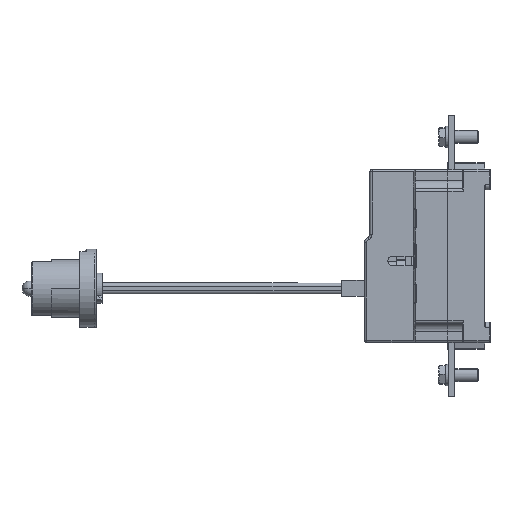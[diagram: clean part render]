
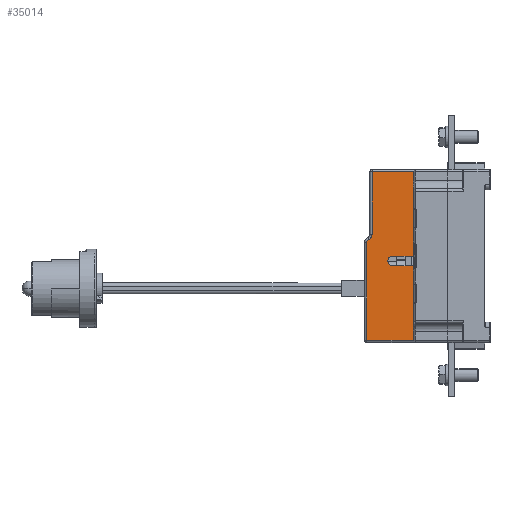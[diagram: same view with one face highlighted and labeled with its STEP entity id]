
A CAD part, left-side view. The second image highlights one B-rep face of the part: STEP entity #35014.
In plain terms, the highlighted planar face has unit normal (-1, 0, 0).
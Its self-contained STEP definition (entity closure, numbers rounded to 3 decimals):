
#29899=DIRECTION('',(0.,0.,1.));
#29900=VECTOR('',#29899,69.);
#29901=CARTESIAN_POINT('',(-52.5,0.,-78.));
#29902=LINE('',#29901,#29900);
#29931=DIRECTION('',(0.,0.,1.));
#29932=VECTOR('',#29931,78.);
#29933=CARTESIAN_POINT('',(-52.5,0.,0.));
#29934=LINE('',#29933,#29932);
#30015=DIRECTION('',(0.,1.,0.));
#30016=VECTOR('',#30015,40.);
#30017=CARTESIAN_POINT('',(-52.5,0.,78.));
#30018=LINE('',#30017,#30016);
#30023=DIRECTION('',(0.,-1.,0.));
#30024=VECTOR('',#30023,21.);
#30025=CARTESIAN_POINT('',(-52.5,21.,-9.));
#30026=LINE('',#30025,#30024);
#30027=CARTESIAN_POINT('',(-52.5,42.,12.5));
#30028=DIRECTION('',(1.,0.,0.));
#30029=DIRECTION('',(0.,1.,0.));
#30030=AXIS2_PLACEMENT_3D('',#30027,#30028,#30029);
#30032=CARTESIAN_POINT('',(-52.5,45.,19.916));
#30033=DIRECTION('',(-1.,0.,0.));
#30034=DIRECTION('',(0.,-0.375,-0.927));
#30035=AXIS2_PLACEMENT_3D('',#30032,#30033,#30034);
#30037=CARTESIAN_POINT('',(-52.5,21.,-4.5));
#30038=DIRECTION('',(-1.,0.,0.));
#30039=DIRECTION('',(0.,0.,1.));
#30040=AXIS2_PLACEMENT_3D('',#30037,#30038,#30039);
#30054=DIRECTION('',(0.,-1.,0.));
#30055=VECTOR('',#30054,21.);
#30056=CARTESIAN_POINT('',(-52.5,21.,0.));
#30057=LINE('',#30056,#30055);
#30882=DIRECTION('',(0.,-1.,0.));
#30883=VECTOR('',#30882,45.);
#30884=CARTESIAN_POINT('',(-52.5,45.,-78.));
#30885=LINE('',#30884,#30883);
#30905=DIRECTION('',(0.,0.,-1.));
#30906=VECTOR('',#30905,90.5);
#30907=CARTESIAN_POINT('',(-52.5,45.,12.5));
#30908=LINE('',#30907,#30906);
#31127=DIRECTION('',(0.,0.,-1.));
#31128=VECTOR('',#31127,58.084);
#31129=CARTESIAN_POINT('',(-52.5,40.,78.));
#31130=LINE('',#31129,#31128);
#33302=CARTESIAN_POINT('',(-52.5,0.,-78.));
#33303=VERTEX_POINT('',#33302);
#33304=CARTESIAN_POINT('',(-52.5,0.,-9.));
#33305=VERTEX_POINT('',#33304);
#33312=CARTESIAN_POINT('',(-52.5,0.,0.));
#33313=VERTEX_POINT('',#33312);
#33314=CARTESIAN_POINT('',(-52.5,0.,78.));
#33315=VERTEX_POINT('',#33314);
#33342=CARTESIAN_POINT('',(-52.5,40.,78.));
#33343=VERTEX_POINT('',#33342);
#33344=CARTESIAN_POINT('',(-52.5,21.,-9.));
#33345=VERTEX_POINT('',#33344);
#33346=CARTESIAN_POINT('',(-52.5,45.,-78.));
#33347=VERTEX_POINT('',#33346);
#33348=CARTESIAN_POINT('',(-52.5,45.,12.5));
#33349=VERTEX_POINT('',#33348);
#33350=CARTESIAN_POINT('',(-52.5,43.125,15.281));
#33351=VERTEX_POINT('',#33350);
#33352=CARTESIAN_POINT('',(-52.5,40.,19.916));
#33353=VERTEX_POINT('',#33352);
#33354=CARTESIAN_POINT('',(-52.5,21.,0.));
#33355=VERTEX_POINT('',#33354);
#34988=CARTESIAN_POINT('',(-52.5,42.,-80.));
#34989=DIRECTION('',(1.,0.,0.));
#34990=DIRECTION('',(0.,0.,-1.));
#34991=AXIS2_PLACEMENT_3D('',#34988,#34989,#34990);
#34992=PLANE('',#34991);
#34994=ORIENTED_EDGE('',*,*,#34993,.T.);
#34995=ORIENTED_EDGE('',*,*,#34825,.F.);
#34997=ORIENTED_EDGE('',*,*,#34996,.F.);
#34999=ORIENTED_EDGE('',*,*,#34998,.F.);
#35001=ORIENTED_EDGE('',*,*,#35000,.T.);
#35003=ORIENTED_EDGE('',*,*,#35002,.T.);
#35005=ORIENTED_EDGE('',*,*,#35004,.F.);
#35006=ORIENTED_EDGE('',*,*,#34980,.F.);
#35007=ORIENTED_EDGE('',*,*,#34839,.F.);
#35009=ORIENTED_EDGE('',*,*,#35008,.F.);
#35011=ORIENTED_EDGE('',*,*,#35010,.T.);
#35012=EDGE_LOOP('',(#34994,#34995,#34997,#34999,#35001,#35003,#35005,#35006,
#35007,#35009,#35011));
#35013=FACE_OUTER_BOUND('',#35012,.F.);
#35014=ADVANCED_FACE('',(#35013),#34992,.F.);
#30031=CIRCLE('',#30030,3.);
#30036=CIRCLE('',#30035,5.);
#30041=CIRCLE('',#30040,4.5);
#34825=EDGE_CURVE('',#33303,#33305,#29902,.T.);
#34839=EDGE_CURVE('',#33313,#33315,#29934,.T.);
#34980=EDGE_CURVE('',#33315,#33343,#30018,.T.);
#34993=EDGE_CURVE('',#33345,#33305,#30026,.T.);
#34996=EDGE_CURVE('',#33347,#33303,#30885,.T.);
#34998=EDGE_CURVE('',#33349,#33347,#30908,.T.);
#35000=EDGE_CURVE('',#33349,#33351,#30031,.T.);
#35002=EDGE_CURVE('',#33351,#33353,#30036,.T.);
#35004=EDGE_CURVE('',#33343,#33353,#31130,.T.);
#35008=EDGE_CURVE('',#33355,#33313,#30057,.T.);
#35010=EDGE_CURVE('',#33355,#33345,#30041,.T.);
